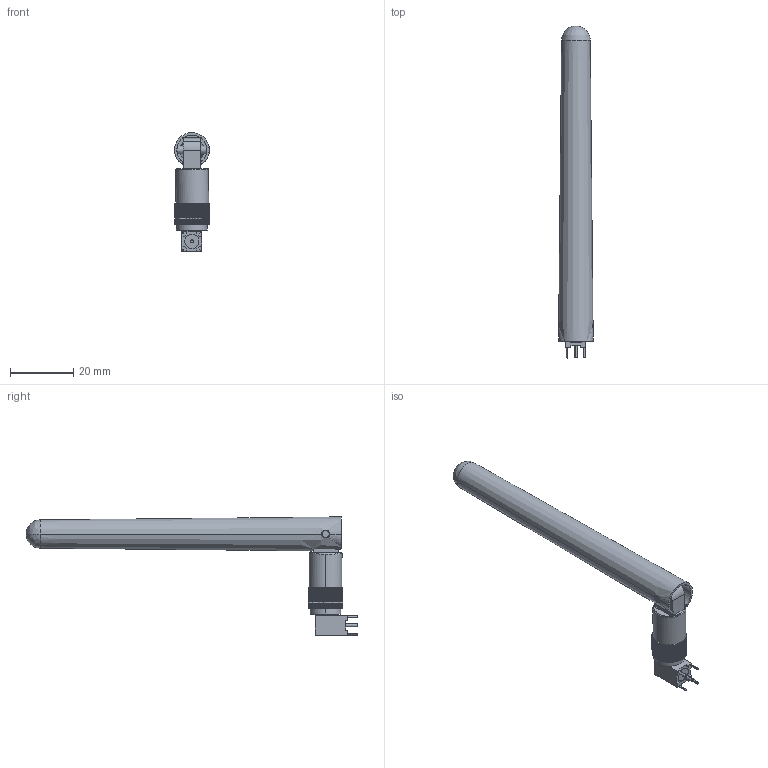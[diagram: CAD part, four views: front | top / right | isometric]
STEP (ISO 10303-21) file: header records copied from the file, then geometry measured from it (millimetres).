
FILE_DESCRIPTION (( 'STEP AP214' ), '1' );
FILE_NAME ('angtenfinal.STEP', '2024-11-09T07:09:29', ( '' ), ( '' ), 'SwSTEP 2.0', 'SolidWorks 2020', '' );
FILE_SCHEMA (( 'AUTOMOTIVE_DESIGN' ));
Length unit declared in the file: millimetre
Products named in the file (7): socket.step; conn_body.step; ant.step; SMA_threads.step; antenna_WiFi_RP-SMA_conn.step; Truangten.step; angtenfinal
Assembly tree (6 placements, depth 3):
  angtenfinal
    Truangten.step
    antenna_WiFi_RP-SMA_conn.step
      ant.step
      conn_body.step
      SMA_threads.step
      socket.step
Bounding box: 11.11 x 105.24 x 37.61 mm (x, y, z)
Volume: 6181.1 mm3; surface area: 7624.4 mm2
Topology: 8 solids, 9 shells, 723 faces, 2236 edges, 1489 vertices
Faces by surface type: plane 486, bspline 127, cylinder 96, torus 10, cone 4
Entity records: 27677 total; most frequent: CARTESIAN_POINT 8769, ORIENTED_EDGE 4472, DIRECTION 3373, EDGE_CURVE 2236, VERTEX_POINT 1489, VECTOR 1293, LINE 1293, AXIS2_PLACEMENT_3D 1040
